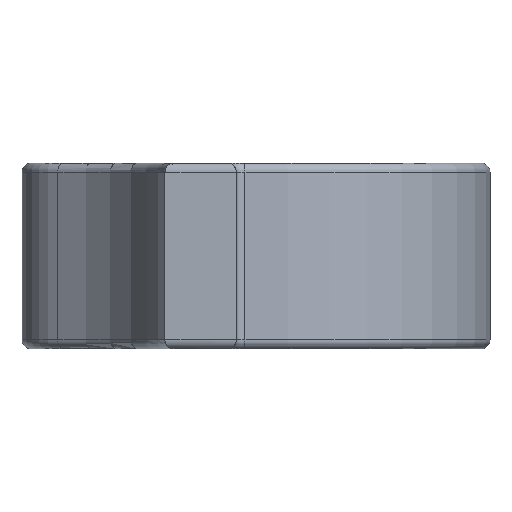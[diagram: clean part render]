
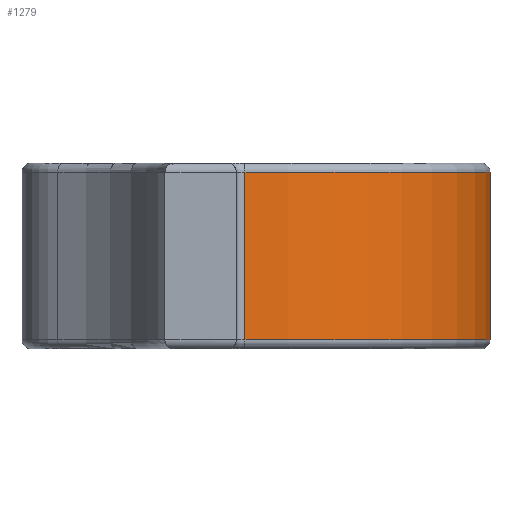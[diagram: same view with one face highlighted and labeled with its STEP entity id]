
A CAD part, left-side view. The second image highlights one B-rep face of the part: STEP entity #1279.
In plain terms, the highlighted cylindrical face has radius 7.1 mm (diameter 14.2 mm), a partial arc.
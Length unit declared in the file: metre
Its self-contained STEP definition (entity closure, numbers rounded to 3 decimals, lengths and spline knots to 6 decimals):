
#54=CIRCLE('',#1387,0.0071);
#55=CIRCLE('',#1388,0.0071);
#157=CYLINDRICAL_SURFACE('',#1386,0.0071);
#220=ORIENTED_EDGE('',*,*,#614,.T.);
#221=ORIENTED_EDGE('',*,*,#615,.T.);
#222=ORIENTED_EDGE('',*,*,#616,.T.);
#223=ORIENTED_EDGE('',*,*,#617,.T.);
#614=EDGE_CURVE('',#810,#811,#918,.F.);
#615=EDGE_CURVE('',#811,#812,#54,.T.);
#616=EDGE_CURVE('',#812,#813,#919,.T.);
#617=EDGE_CURVE('',#813,#810,#55,.F.);
#810=VERTEX_POINT('',#2109);
#811=VERTEX_POINT('',#2110);
#812=VERTEX_POINT('',#2112);
#813=VERTEX_POINT('',#2114);
#918=LINE('',#2108,#1004);
#919=LINE('',#2113,#1005);
#1004=VECTOR('',#1613,1.);
#1005=VECTOR('',#1616,1.);
#1079=EDGE_LOOP('',(#220,#221,#222,#223));
#1171=FACE_BOUND('',#1079,.T.);
#1279=ADVANCED_FACE('',(#1171),#157,.T.);
#1386=AXIS2_PLACEMENT_3D('',#2107,#1611,#1612);
#1387=AXIS2_PLACEMENT_3D('',#2111,#1614,#1615);
#1388=AXIS2_PLACEMENT_3D('',#2115,#1617,#1618);
#1611=DIRECTION('',(0.,0.,1.));
#1612=DIRECTION('',(1.,0.,0.));
#1613=DIRECTION('',(0.,0.,1.));
#1614=DIRECTION('',(0.,0.,1.));
#1615=DIRECTION('',(1.,0.,0.));
#1616=DIRECTION('',(0.,0.,1.));
#1617=DIRECTION('',(0.,0.,1.));
#1618=DIRECTION('',(1.,0.,0.));
#2107=CARTESIAN_POINT('',(0.,0.,-0.0083));
#2108=CARTESIAN_POINT('',(-0.007096,-0.000241,-0.0083));
#2109=CARTESIAN_POINT('',(-0.007096,-0.000241,-0.00335));
#2110=CARTESIAN_POINT('',(-0.007096,-0.000241,-0.00805));
#2111=CARTESIAN_POINT('',(0.,0.,-0.00805));
#2112=CARTESIAN_POINT('',(0.006926,-0.00156,-0.00805));
#2113=CARTESIAN_POINT('',(0.006926,-0.00156,-0.0083));
#2114=CARTESIAN_POINT('',(0.006926,-0.00156,-0.00335));
#2115=CARTESIAN_POINT('',(0.,0.,-0.00335));
